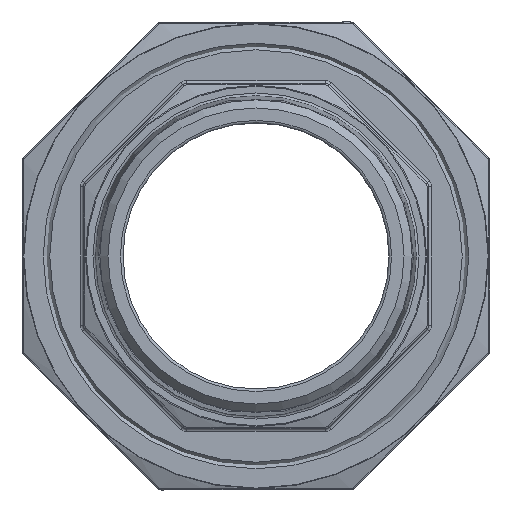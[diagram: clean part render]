
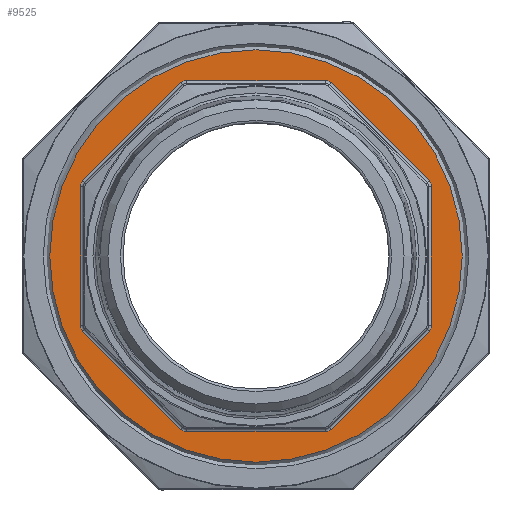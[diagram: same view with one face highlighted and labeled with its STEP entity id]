
A CAD part, left-side view. The second image highlights one B-rep face of the part: STEP entity #9525.
In plain terms, the highlighted planar face has unit normal (-1, 0, 0).
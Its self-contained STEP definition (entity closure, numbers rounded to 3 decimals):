
#12 = EDGE_LOOP ( 'NONE', ( #6312, #19542, #1711, #7056, #12143, #16966, #13612, #16720, #5271, #13429, #16578, #1955, #10305, #12802, #8200, #15099 ) ) ;
#259 = CIRCLE ( 'NONE', #5526, 1.5 ) ;
#478 = VERTEX_POINT ( 'NONE', #18688 ) ;
#652 = AXIS2_PLACEMENT_3D ( 'NONE', #15590, #20554, #8740 ) ;
#710 = VERTEX_POINT ( 'NONE', #16248 ) ;
#820 = LINE ( 'NONE', #19169, #20910 ) ;
#918 = DIRECTION ( 'NONE',  ( 0., -1., 0. ) ) ;
#1429 = CARTESIAN_POINT ( 'NONE',  ( -15.5, -13.048, 31.5 ) ) ;
#1460 = DIRECTION ( 'NONE',  ( -1., 0., 0. ) ) ;
#1514 = VERTEX_POINT ( 'NONE', #6454 ) ;
#1559 = CARTESIAN_POINT ( 'NONE',  ( -15.5, 38.775, 0. ) ) ;
#1561 = DIRECTION ( 'NONE',  ( 0., 0.707, -0.707 ) ) ;
#1710 = DIRECTION ( 'NONE',  ( 0., 0., -1. ) ) ;
#1711 = ORIENTED_EDGE ( 'NONE', *, *, #14353, .T. ) ;
#1846 = CARTESIAN_POINT ( 'NONE',  ( -15.5, -31.5, 13.048 ) ) ;
#1929 = EDGE_CURVE ( 'NONE', #6576, #19520, #15550, .T. ) ;
#1955 = ORIENTED_EDGE ( 'NONE', *, *, #15024, .T. ) ;
#2703 = CARTESIAN_POINT ( 'NONE',  ( -15.5, 32.561, 14.108 ) ) ;
#3234 = LINE ( 'NONE', #9995, #18618 ) ;
#3446 = CARTESIAN_POINT ( 'NONE',  ( -15.5, -32.561, 14.108 ) ) ;
#3466 = EDGE_CURVE ( 'NONE', #20684, #18751, #5534, .T. ) ;
#3614 = VERTEX_POINT ( 'NONE', #9907 ) ;
#3887 = LINE ( 'NONE', #9074, #21109 ) ;
#4381 = DIRECTION ( 'NONE',  ( 0., 0.707, 0.707 ) ) ;
#4801 = VERTEX_POINT ( 'NONE', #11514 ) ;
#4813 = EDGE_CURVE ( 'NONE', #710, #5039, #259, .T. ) ;
#4858 = CARTESIAN_POINT ( 'NONE',  ( -15.5, -13.048, 33. ) ) ;
#5039 = VERTEX_POINT ( 'NONE', #10684 ) ;
#5100 = VERTEX_POINT ( 'NONE', #7012 ) ;
#5119 = CARTESIAN_POINT ( 'NONE',  ( -15.5, -14.108, 32.561 ) ) ;
#5121 = CARTESIAN_POINT ( 'NONE',  ( -15.5, -33., 13.048 ) ) ;
#5271 = ORIENTED_EDGE ( 'NONE', *, *, #14631, .T. ) ;
#5383 = VERTEX_POINT ( 'NONE', #5119 ) ;
#5437 = CARTESIAN_POINT ( 'NONE',  ( -15.5, -14.108, -32.561 ) ) ;
#5526 = AXIS2_PLACEMENT_3D ( 'NONE', #7768, #19269, #918 ) ;
#5534 = CIRCLE ( 'NONE', #18926, 1.5 ) ;
#5622 = CARTESIAN_POINT ( 'NONE',  ( -15.5, 38.775, 33. ) ) ;
#5692 = DIRECTION ( 'NONE',  ( 1., 0., 0. ) ) ;
#5884 = AXIS2_PLACEMENT_3D ( 'NONE', #17947, #5692, #12853 ) ;
#6312 = ORIENTED_EDGE ( 'NONE', *, *, #10240, .T. ) ;
#6454 = CARTESIAN_POINT ( 'NONE',  ( -15.5, 14.108, -32.561 ) ) ;
#6552 = EDGE_CURVE ( 'NONE', #3614, #6576, #16830, .T. ) ;
#6576 = VERTEX_POINT ( 'NONE', #6825 ) ;
#6588 = DIRECTION ( 'NONE',  ( 0., -1., 0. ) ) ;
#6825 = CARTESIAN_POINT ( 'NONE',  ( -15.5, 13.048, 33. ) ) ;
#6841 = EDGE_CURVE ( 'NONE', #19082, #17296, #3234, .T. ) ;
#7012 = CARTESIAN_POINT ( 'NONE',  ( -15.5, -13.048, -33. ) ) ;
#7056 = ORIENTED_EDGE ( 'NONE', *, *, #6552, .T. ) ;
#7293 = CIRCLE ( 'NONE', #19267, 38.775 ) ;
#7307 = AXIS2_PLACEMENT_3D ( 'NONE', #18940, #15117, #16766 ) ;
#7445 = CARTESIAN_POINT ( 'NONE',  ( -15.5, -33., -13.048 ) ) ;
#7768 = CARTESIAN_POINT ( 'NONE',  ( -15.5, 31.5, -13.048 ) ) ;
#7984 = CARTESIAN_POINT ( 'NONE',  ( -15.5, 13.048, -31.5 ) ) ;
#8200 = ORIENTED_EDGE ( 'NONE', *, *, #10882, .T. ) ;
#8210 = DIRECTION ( 'NONE',  ( 0., -1., 0. ) ) ;
#8314 = VECTOR ( 'NONE', #14893, 1000. ) ;
#8408 = EDGE_CURVE ( 'NONE', #4801, #4801, #7293, .T. ) ;
#8525 = FACE_BOUND ( 'NONE', #12, .T. ) ;
#8589 = VERTEX_POINT ( 'NONE', #7445 ) ;
#8740 = DIRECTION ( 'NONE',  ( 0., -1., 0. ) ) ;
#8835 = ORIENTED_EDGE ( 'NONE', *, *, #8408, .F. ) ;
#8839 = EDGE_CURVE ( 'NONE', #8589, #19082, #16891, .T. ) ;
#8893 = EDGE_CURVE ( 'NONE', #5100, #19737, #3887, .T. ) ;
#9074 = CARTESIAN_POINT ( 'NONE',  ( -15.5, 38.775, -33. ) ) ;
#9452 = CARTESIAN_POINT ( 'NONE',  ( -15.5, -3.947, 42.722 ) ) ;
#9525 = ADVANCED_FACE ( 'NONE', ( #8525, #14938 ), #18707, .T. ) ;
#9907 = CARTESIAN_POINT ( 'NONE',  ( -15.5, 14.108, 32.561 ) ) ;
#9914 = LINE ( 'NONE', #11568, #13646 ) ;
#9995 = CARTESIAN_POINT ( 'NONE',  ( -15.5, -3.947, -42.722 ) ) ;
#10007 = DIRECTION ( 'NONE',  ( 1., 0., 0. ) ) ;
#10146 = DIRECTION ( 'NONE',  ( 0., -1., 0. ) ) ;
#10240 = EDGE_CURVE ( 'NONE', #5039, #478, #12092, .T. ) ;
#10265 = LINE ( 'NONE', #11707, #8314 ) ;
#10305 = ORIENTED_EDGE ( 'NONE', *, *, #8893, .T. ) ;
#10320 = AXIS2_PLACEMENT_3D ( 'NONE', #7984, #10007, #8210 ) ;
#10626 = DIRECTION ( 'NONE',  ( 0., 1., 0. ) ) ;
#10684 = CARTESIAN_POINT ( 'NONE',  ( -15.5, 33., -13.048 ) ) ;
#10882 = EDGE_CURVE ( 'NONE', #1514, #710, #820, .T. ) ;
#11467 = CARTESIAN_POINT ( 'NONE',  ( -15.5, 31.5, 13.048 ) ) ;
#11514 = CARTESIAN_POINT ( 'NONE',  ( -15.5, 38.775, 0. ) ) ;
#11568 = CARTESIAN_POINT ( 'NONE',  ( -15.5, -33., 0. ) ) ;
#11707 = CARTESIAN_POINT ( 'NONE',  ( -15.5, 42.722, 3.947 ) ) ;
#11752 = DIRECTION ( 'NONE',  ( 0., -1., 0. ) ) ;
#12092 = LINE ( 'NONE', #20252, #15804 ) ;
#12143 = ORIENTED_EDGE ( 'NONE', *, *, #1929, .T. ) ;
#12229 = EDGE_CURVE ( 'NONE', #5383, #20684, #13193, .T. ) ;
#12667 = DIRECTION ( 'NONE',  ( 1., 0., 0. ) ) ;
#12802 = ORIENTED_EDGE ( 'NONE', *, *, #21643, .T. ) ;
#12816 = DIRECTION ( 'NONE',  ( 0., -1., 0. ) ) ;
#12853 = DIRECTION ( 'NONE',  ( 0., -1., 0. ) ) ;
#13193 = LINE ( 'NONE', #9452, #20242 ) ;
#13429 = ORIENTED_EDGE ( 'NONE', *, *, #8839, .T. ) ;
#13560 = EDGE_CURVE ( 'NONE', #19520, #5383, #17128, .T. ) ;
#13612 = ORIENTED_EDGE ( 'NONE', *, *, #12229, .T. ) ;
#13646 = VECTOR ( 'NONE', #1710, 1000. ) ;
#13830 = AXIS2_PLACEMENT_3D ( 'NONE', #11467, #21696, #6588 ) ;
#14353 = EDGE_CURVE ( 'NONE', #17780, #3614, #10265, .T. ) ;
#14530 = CIRCLE ( 'NONE', #10320, 1.5 ) ;
#14631 = EDGE_CURVE ( 'NONE', #18751, #8589, #9914, .T. ) ;
#14690 = CIRCLE ( 'NONE', #5884, 1.5 ) ;
#14893 = DIRECTION ( 'NONE',  ( 0., -0.707, 0.707 ) ) ;
#14938 = FACE_OUTER_BOUND ( 'NONE', #17341, .T. ) ;
#15018 = AXIS2_PLACEMENT_3D ( 'NONE', #1429, #21190, #12816 ) ;
#15024 = EDGE_CURVE ( 'NONE', #17296, #5100, #14690, .T. ) ;
#15099 = ORIENTED_EDGE ( 'NONE', *, *, #4813, .T. ) ;
#15117 = DIRECTION ( 'NONE',  ( 1., 0., 0. ) ) ;
#15191 = AXIS2_PLACEMENT_3D ( 'NONE', #1559, #1460, #11752 ) ;
#15550 = LINE ( 'NONE', #5622, #16008 ) ;
#15590 = CARTESIAN_POINT ( 'NONE',  ( -15.5, -31.5, -13.048 ) ) ;
#15804 = VECTOR ( 'NONE', #18616, 1000. ) ;
#15863 = CARTESIAN_POINT ( 'NONE',  ( -15.5, 0., 0. ) ) ;
#16008 = VECTOR ( 'NONE', #19094, 1000. ) ;
#16248 = CARTESIAN_POINT ( 'NONE',  ( -15.5, 32.561, -14.108 ) ) ;
#16296 = CARTESIAN_POINT ( 'NONE',  ( -15.5, 13.048, -33. ) ) ;
#16578 = ORIENTED_EDGE ( 'NONE', *, *, #6841, .T. ) ;
#16720 = ORIENTED_EDGE ( 'NONE', *, *, #3466, .T. ) ;
#16766 = DIRECTION ( 'NONE',  ( 0., -1., 0. ) ) ;
#16830 = CIRCLE ( 'NONE', #7307, 1.5 ) ;
#16891 = CIRCLE ( 'NONE', #652, 1.5 ) ;
#16966 = ORIENTED_EDGE ( 'NONE', *, *, #13560, .T. ) ;
#17128 = CIRCLE ( 'NONE', #15018, 1.5 ) ;
#17296 = VERTEX_POINT ( 'NONE', #5437 ) ;
#17341 = EDGE_LOOP ( 'NONE', ( #8835 ) ) ;
#17780 = VERTEX_POINT ( 'NONE', #2703 ) ;
#17947 = CARTESIAN_POINT ( 'NONE',  ( -15.5, -13.048, -31.5 ) ) ;
#18435 = CIRCLE ( 'NONE', #13830, 1.5 ) ;
#18616 = DIRECTION ( 'NONE',  ( 0., 0., 1. ) ) ;
#18618 = VECTOR ( 'NONE', #1561, 1000. ) ;
#18688 = CARTESIAN_POINT ( 'NONE',  ( -15.5, 33., 13.048 ) ) ;
#18696 = CARTESIAN_POINT ( 'NONE',  ( -15.5, -32.561, -14.108 ) ) ;
#18707 = PLANE ( 'NONE',  #15191 ) ;
#18751 = VERTEX_POINT ( 'NONE', #5121 ) ;
#18926 = AXIS2_PLACEMENT_3D ( 'NONE', #1846, #20413, #10146 ) ;
#18940 = CARTESIAN_POINT ( 'NONE',  ( -15.5, 13.048, 31.5 ) ) ;
#19082 = VERTEX_POINT ( 'NONE', #18696 ) ;
#19094 = DIRECTION ( 'NONE',  ( 0., -1., 0. ) ) ;
#19169 = CARTESIAN_POINT ( 'NONE',  ( -15.5, 42.722, -3.947 ) ) ;
#19267 = AXIS2_PLACEMENT_3D ( 'NONE', #15863, #12667, #20710 ) ;
#19269 = DIRECTION ( 'NONE',  ( 1., 0., 0. ) ) ;
#19520 = VERTEX_POINT ( 'NONE', #4858 ) ;
#19542 = ORIENTED_EDGE ( 'NONE', *, *, #21393, .T. ) ;
#19737 = VERTEX_POINT ( 'NONE', #16296 ) ;
#20242 = VECTOR ( 'NONE', #21232, 1000. ) ;
#20252 = CARTESIAN_POINT ( 'NONE',  ( -15.5, 33., 0. ) ) ;
#20413 = DIRECTION ( 'NONE',  ( 1., 0., 0. ) ) ;
#20554 = DIRECTION ( 'NONE',  ( 1., 0., 0. ) ) ;
#20684 = VERTEX_POINT ( 'NONE', #3446 ) ;
#20710 = DIRECTION ( 'NONE',  ( 0., 1., 0. ) ) ;
#20910 = VECTOR ( 'NONE', #4381, 1000. ) ;
#21109 = VECTOR ( 'NONE', #10626, 1000. ) ;
#21190 = DIRECTION ( 'NONE',  ( 1., 0., 0. ) ) ;
#21232 = DIRECTION ( 'NONE',  ( 0., -0.707, -0.707 ) ) ;
#21393 = EDGE_CURVE ( 'NONE', #478, #17780, #18435, .T. ) ;
#21643 = EDGE_CURVE ( 'NONE', #19737, #1514, #14530, .T. ) ;
#21696 = DIRECTION ( 'NONE',  ( 1., 0., 0. ) ) ;
